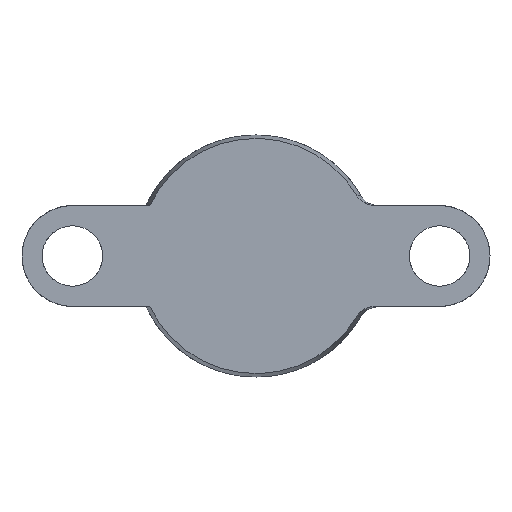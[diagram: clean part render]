
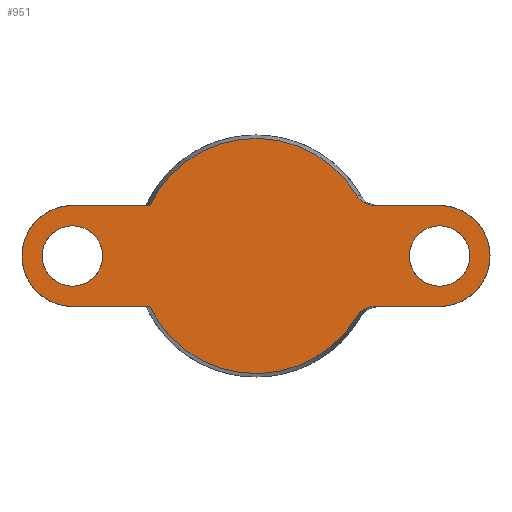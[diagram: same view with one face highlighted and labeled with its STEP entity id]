
A CAD part, front view. The second image highlights one B-rep face of the part: STEP entity #951.
In plain terms, the highlighted planar face has unit normal (0, -1, 0).
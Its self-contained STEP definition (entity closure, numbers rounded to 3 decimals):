
#1 = AXIS2_PLACEMENT_3D ( 'NONE', #322, #650, #1158 ) ;
#5 = VERTEX_POINT ( 'NONE', #245 ) ;
#24 = CARTESIAN_POINT ( 'NONE',  ( 28.503, 0., -12.556 ) ) ;
#36 = ORIENTED_EDGE ( 'NONE', *, *, #1129, .T. ) ;
#42 = VERTEX_POINT ( 'NONE', #233 ) ;
#44 = CIRCLE ( 'NONE', #705, 12.5 ) ;
#66 = CARTESIAN_POINT ( 'NONE',  ( -45.5, 0., 7.5 ) ) ;
#96 = ORIENTED_EDGE ( 'NONE', *, *, #1172, .T. ) ;
#102 = CARTESIAN_POINT ( 'NONE',  ( 25.976, 0., 13.785 ) ) ;
#108 = CARTESIAN_POINT ( 'NONE',  ( 27.659, 0., 12.79 ) ) ;
#111 = CARTESIAN_POINT ( 'NONE',  ( -45.5, 0., 0. ) ) ;
#115 = CARTESIAN_POINT ( 'NONE',  ( 27.871, 0., -12.72 ) ) ;
#125 = LINE ( 'NONE', #411, #1036 ) ;
#129 = VERTEX_POINT ( 'NONE', #751 ) ;
#137 = FACE_BOUND ( 'NONE', #1050, .T. ) ;
#156 = VERTEX_POINT ( 'NONE', #66 ) ;
#199 = VECTOR ( 'NONE', #525, 1000. ) ;
#202 = CARTESIAN_POINT ( 'NONE',  ( 26.495, 0., 13.38 ) ) ;
#207 = AXIS2_PLACEMENT_3D ( 'NONE', #522, #340, #731 ) ;
#216 = CARTESIAN_POINT ( 'NONE',  ( 27.662, 0., -12.789 ) ) ;
#222 = CARTESIAN_POINT ( 'NONE',  ( 27.255, 0., -12.953 ) ) ;
#231 = LINE ( 'NONE', #627, #199 ) ;
#233 = CARTESIAN_POINT ( 'NONE',  ( -45.5, 0., 12.5 ) ) ;
#234 = CARTESIAN_POINT ( 'NONE',  ( 15., 0., -12.5 ) ) ;
#245 = CARTESIAN_POINT ( 'NONE',  ( 45.5, 0., 12.5 ) ) ;
#251 = VECTOR ( 'NONE', #726, 1000. ) ;
#262 = VERTEX_POINT ( 'NONE', #901 ) ;
#297 = ORIENTED_EDGE ( 'NONE', *, *, #796, .T. ) ;
#304 = DIRECTION ( 'NONE',  ( 0., 0., -1. ) ) ;
#311 = CIRCLE ( 'NONE', #657, 7.5 ) ;
#315 = CARTESIAN_POINT ( 'NONE',  ( 25.237, 0., -14.58 ) ) ;
#322 = CARTESIAN_POINT ( 'NONE',  ( 0., 0., 0. ) ) ;
#326 = FACE_OUTER_BOUND ( 'NONE', #753, .T. ) ;
#340 = DIRECTION ( 'NONE',  ( 0., -1., 0. ) ) ;
#343 = B_SPLINE_CURVE_WITH_KNOTS ( 'NONE', 3,
 ( #594, #913, #695, #888, #108, #793, #1004, #905, #202, #787, #102, #1095, #390, #505 ),
 .UNSPECIFIED., .F., .F.,
 ( 4, 2, 2, 2, 2, 2, 4 ),
 ( 0., 0.001, 0.002, 0.003, 0.003, 0.004, 0.005 ),
 .UNSPECIFIED. ) ;
#348 = DIRECTION ( 'NONE',  ( 0., -1., 0. ) ) ;
#375 = CARTESIAN_POINT ( 'NONE',  ( -26.326, 0., 12.5 ) ) ;
#385 = VERTEX_POINT ( 'NONE', #413 ) ;
#390 = CARTESIAN_POINT ( 'NONE',  ( 25.237, 0., 14.58 ) ) ;
#399 = DIRECTION ( 'NONE',  ( 0., 1., 0. ) ) ;
#411 = CARTESIAN_POINT ( 'NONE',  ( 15., 0., 12.5 ) ) ;
#413 = CARTESIAN_POINT ( 'NONE',  ( 25.011, 0., 14.959 ) ) ;
#417 = CARTESIAN_POINT ( 'NONE',  ( 28.933, 0., -12.5 ) ) ;
#427 = EDGE_LOOP ( 'NONE', ( #971 ) ) ;
#430 = CARTESIAN_POINT ( 'NONE',  ( -45.5, 0., -12.5 ) ) ;
#449 = CARTESIAN_POINT ( 'NONE',  ( 45.5, 0., -12.5 ) ) ;
#454 = DIRECTION ( 'NONE',  ( 0., 1., 0. ) ) ;
#493 = ORIENTED_EDGE ( 'NONE', *, *, #508, .T. ) ;
#498 = AXIS2_PLACEMENT_3D ( 'NONE', #670, #1089, #1261 ) ;
#502 = EDGE_CURVE ( 'NONE', #156, #156, #311, .T. ) ;
#505 = CARTESIAN_POINT ( 'NONE',  ( 25.011, 0., 14.959 ) ) ;
#508 = EDGE_CURVE ( 'NONE', #992, #733, #618, .T. ) ;
#512 = CARTESIAN_POINT ( 'NONE',  ( 26.862, 0., -13.142 ) ) ;
#519 = CARTESIAN_POINT ( 'NONE',  ( 25.011, 0., -14.959 ) ) ;
#522 = CARTESIAN_POINT ( 'NONE',  ( 0., 0., 0. ) ) ;
#525 = DIRECTION ( 'NONE',  ( 1., 0., 0. ) ) ;
#526 = EDGE_CURVE ( 'NONE', #575, #575, #1002, .T. ) ;
#532 = PLANE ( 'NONE',  #498 ) ;
#544 = ORIENTED_EDGE ( 'NONE', *, *, #1181, .F. ) ;
#548 = CARTESIAN_POINT ( 'NONE',  ( 45.5, 0., 0. ) ) ;
#556 = CIRCLE ( 'NONE', #1107, 12.5 ) ;
#575 = VERTEX_POINT ( 'NONE', #752 ) ;
#576 = ORIENTED_EDGE ( 'NONE', *, *, #502, .F. ) ;
#584 = ORIENTED_EDGE ( 'NONE', *, *, #1223, .T. ) ;
#594 = CARTESIAN_POINT ( 'NONE',  ( 29.374, 0., 12.5 ) ) ;
#597 = VECTOR ( 'NONE', #642, 1000. ) ;
#601 = VERTEX_POINT ( 'NONE', #375 ) ;
#618 = CIRCLE ( 'NONE', #1, 29.143 ) ;
#627 = CARTESIAN_POINT ( 'NONE',  ( -15., 0., -12.5 ) ) ;
#642 = DIRECTION ( 'NONE',  ( -1., 0., 0. ) ) ;
#650 = DIRECTION ( 'NONE',  ( 0., -1., 0. ) ) ;
#657 = AXIS2_PLACEMENT_3D ( 'NONE', #111, #908, #1218 ) ;
#670 = CARTESIAN_POINT ( 'NONE',  ( -29.143, 0., 0. ) ) ;
#674 = ORIENTED_EDGE ( 'NONE', *, *, #716, .F. ) ;
#695 = CARTESIAN_POINT ( 'NONE',  ( 28.502, 0., 12.556 ) ) ;
#705 = AXIS2_PLACEMENT_3D ( 'NONE', #821, #348, #1142 ) ;
#709 = CARTESIAN_POINT ( 'NONE',  ( 25.977, 0., -13.784 ) ) ;
#714 = CARTESIAN_POINT ( 'NONE',  ( 25.508, 0., -14.24 ) ) ;
#716 = EDGE_CURVE ( 'NONE', #129, #5, #125, .T. ) ;
#721 = FACE_BOUND ( 'NONE', #427, .T. ) ;
#726 = DIRECTION ( 'NONE',  ( -1., 0., 0. ) ) ;
#731 = DIRECTION ( 'NONE',  ( 0., 0., -1. ) ) ;
#733 = VERTEX_POINT ( 'NONE', #519 ) ;
#744 = LINE ( 'NONE', #234, #251 ) ;
#751 = CARTESIAN_POINT ( 'NONE',  ( 29.374, 0., 12.5 ) ) ;
#752 = CARTESIAN_POINT ( 'NONE',  ( 45.5, 0., 7.5 ) ) ;
#753 = EDGE_LOOP ( 'NONE', ( #674, #831, #584, #96, #775, #297, #493, #36, #544, #844 ) ) ;
#775 = ORIENTED_EDGE ( 'NONE', *, *, #1241, .T. ) ;
#787 = CARTESIAN_POINT ( 'NONE',  ( 26.144, 0., 13.642 ) ) ;
#793 = CARTESIAN_POINT ( 'NONE',  ( 27.253, 0., 12.954 ) ) ;
#796 = EDGE_CURVE ( 'NONE', #860, #992, #231, .T. ) ;
#816 = CARTESIAN_POINT ( 'NONE',  ( 29.374, 0., -12.5 ) ) ;
#821 = CARTESIAN_POINT ( 'NONE',  ( -45.5, 0., 0. ) ) ;
#830 = LINE ( 'NONE', #1130, #597 ) ;
#831 = ORIENTED_EDGE ( 'NONE', *, *, #1052, .T. ) ;
#844 = ORIENTED_EDGE ( 'NONE', *, *, #1037, .F. ) ;
#850 = CIRCLE ( 'NONE', #207, 29.143 ) ;
#860 = VERTEX_POINT ( 'NONE', #430 ) ;
#861 = CARTESIAN_POINT ( 'NONE',  ( 45.5, 0., 0. ) ) ;
#888 = CARTESIAN_POINT ( 'NONE',  ( 27.869, 0., 12.721 ) ) ;
#901 = CARTESIAN_POINT ( 'NONE',  ( 29.374, 0., -12.5 ) ) ;
#905 = CARTESIAN_POINT ( 'NONE',  ( 26.678, 0., 13.261 ) ) ;
#908 = DIRECTION ( 'NONE',  ( 0., -1., 0. ) ) ;
#913 = CARTESIAN_POINT ( 'NONE',  ( 28.933, 0., 12.5 ) ) ;
#951 = ADVANCED_FACE ( 'NONE', ( #326, #721, #137 ), #532, .F. ) ;
#971 = ORIENTED_EDGE ( 'NONE', *, *, #526, .T. ) ;
#992 = VERTEX_POINT ( 'NONE', #1175 ) ;
#1002 = CIRCLE ( 'NONE', #1271, 7.5 ) ;
#1004 = CARTESIAN_POINT ( 'NONE',  ( 27.057, 0., 13.048 ) ) ;
#1017 = CARTESIAN_POINT ( 'NONE',  ( 26.497, 0., -13.379 ) ) ;
#1036 = VECTOR ( 'NONE', #1114, 1000. ) ;
#1037 = EDGE_CURVE ( 'NONE', #5, #1208, #556, .T. ) ;
#1046 = B_SPLINE_CURVE_WITH_KNOTS ( 'NONE', 3,
 ( #1206, #315, #714, #709, #1113, #1017, #512, #222, #216, #115, #24, #417, #816 ),
 .UNSPECIFIED., .F., .F.,
 ( 4, 2, 2, 1, 2, 2, 4 ),
 ( 0., 0.001, 0.002, 0.003, 0.003, 0.004, 0.005 ),
 .UNSPECIFIED. ) ;
#1050 = EDGE_LOOP ( 'NONE', ( #576 ) ) ;
#1052 = EDGE_CURVE ( 'NONE', #129, #385, #343, .T. ) ;
#1053 = DIRECTION ( 'NONE',  ( 0., 0., 1. ) ) ;
#1089 = DIRECTION ( 'NONE',  ( 0., 1., 0. ) ) ;
#1095 = CARTESIAN_POINT ( 'NONE',  ( 25.507, 0., 14.24 ) ) ;
#1107 = AXIS2_PLACEMENT_3D ( 'NONE', #861, #399, #304 ) ;
#1113 = CARTESIAN_POINT ( 'NONE',  ( 26.146, 0., -13.64 ) ) ;
#1114 = DIRECTION ( 'NONE',  ( 1., 0., 0. ) ) ;
#1129 = EDGE_CURVE ( 'NONE', #733, #262, #1046, .T. ) ;
#1130 = CARTESIAN_POINT ( 'NONE',  ( -15., 0., 12.5 ) ) ;
#1142 = DIRECTION ( 'NONE',  ( 0., 0., -1. ) ) ;
#1158 = DIRECTION ( 'NONE',  ( 0., 0., -1. ) ) ;
#1172 = EDGE_CURVE ( 'NONE', #601, #42, #830, .T. ) ;
#1175 = CARTESIAN_POINT ( 'NONE',  ( -26.326, 0., -12.5 ) ) ;
#1181 = EDGE_CURVE ( 'NONE', #1208, #262, #744, .T. ) ;
#1206 = CARTESIAN_POINT ( 'NONE',  ( 25.011, 0., -14.959 ) ) ;
#1208 = VERTEX_POINT ( 'NONE', #449 ) ;
#1218 = DIRECTION ( 'NONE',  ( 0., 0., 1. ) ) ;
#1223 = EDGE_CURVE ( 'NONE', #385, #601, #850, .T. ) ;
#1241 = EDGE_CURVE ( 'NONE', #42, #860, #44, .T. ) ;
#1261 = DIRECTION ( 'NONE',  ( 0., 0., 1. ) ) ;
#1271 = AXIS2_PLACEMENT_3D ( 'NONE', #548, #454, #1053 ) ;
